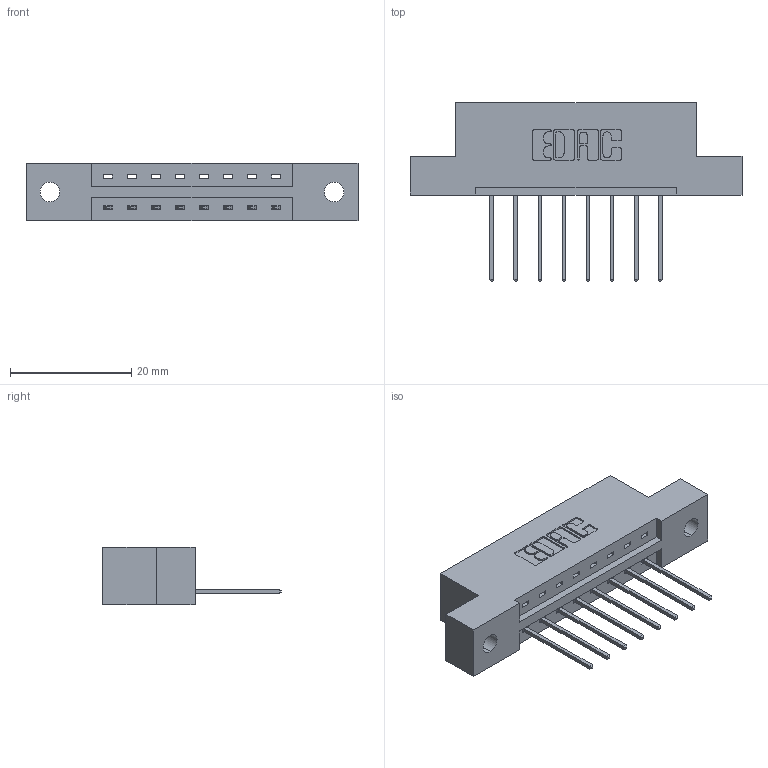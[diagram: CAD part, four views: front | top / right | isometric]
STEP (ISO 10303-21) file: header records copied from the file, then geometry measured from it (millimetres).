
FILE_DESCRIPTION (( 'STEP AP203' ), '1' );
FILE_NAME ('337-008-540-102.STEP', '2018-08-03T21:19:15', ( '' ), ( '' ), 'SwSTEP 2.0', 'SolidWorks 2016', '' );
FILE_SCHEMA (( 'CONFIG_CONTROL_DESIGN' ));
Length unit declared in the file: inch
Products named in the file (3): 337 Part_Flush Mounting Lugs - 0.128 Dia; 345-292-001_345-293-140; 337-008-540-102
Assembly tree (9 placements, depth 2):
  337-008-540-102
    337 Part_Flush Mounting Lugs - 0.128 Dia
    345-292-001_345-293-140  x8
Bounding box: 54.71 x 29.47 x 9.4 mm (x, y, z)
Volume: 5235 mm3; surface area: 5031.5 mm2
Topology: 9 solids, 9 shells, 610 faces, 1815 edges, 1198 vertices
Faces by surface type: plane 438, cylinder 172
Entity records: 10365 total; most frequent: CARTESIAN_POINT 1810, ORIENTED_EDGE 1754, DIRECTION 1593, EDGE_CURVE 877, VECTOR 749, LINE 749, VERTEX_POINT 582, AXIS2_PLACEMENT_3D 422
